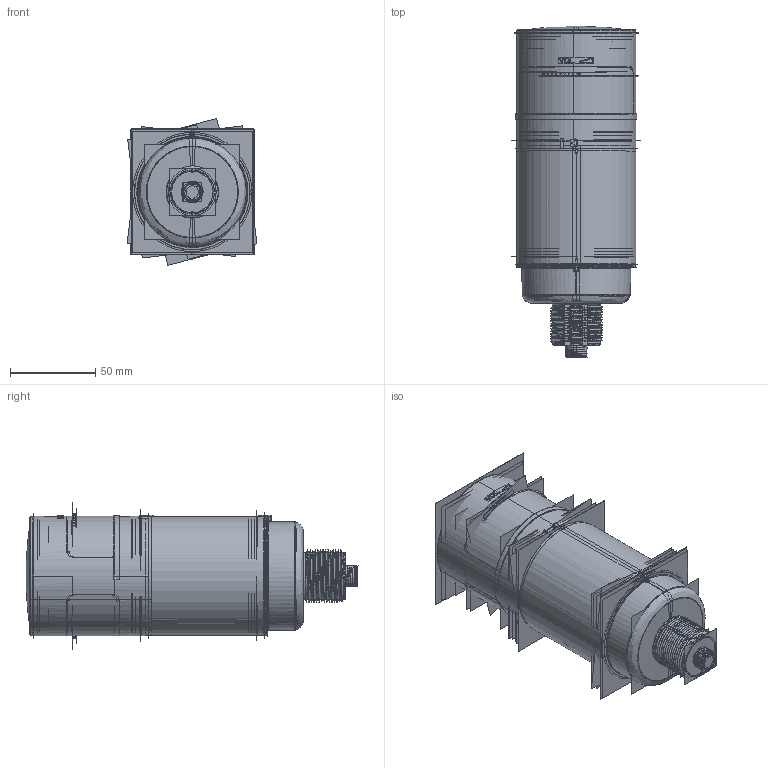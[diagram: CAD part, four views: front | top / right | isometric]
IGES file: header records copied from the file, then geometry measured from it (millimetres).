
Start section:  PTC IGES file: 191436.igs
Global section: file name: 191436.igs; native system: Creo Parametric by PTC Inc.; preprocessor: 2019292; author: PDMAdmin; organization: Unknown; date: 20210716.125040; units: millimetre
Bounding box: 76.13 x 194.82 x 86.25 mm (x, y, z)
Volume: 173685.3 mm3; surface area: 899750.7 mm2
Topology: 7 solids, 8 shells, 3722 faces, 18655 edges, 23414 vertices
Faces by surface type: revolution 1926, bspline 1752, extrusion 44
